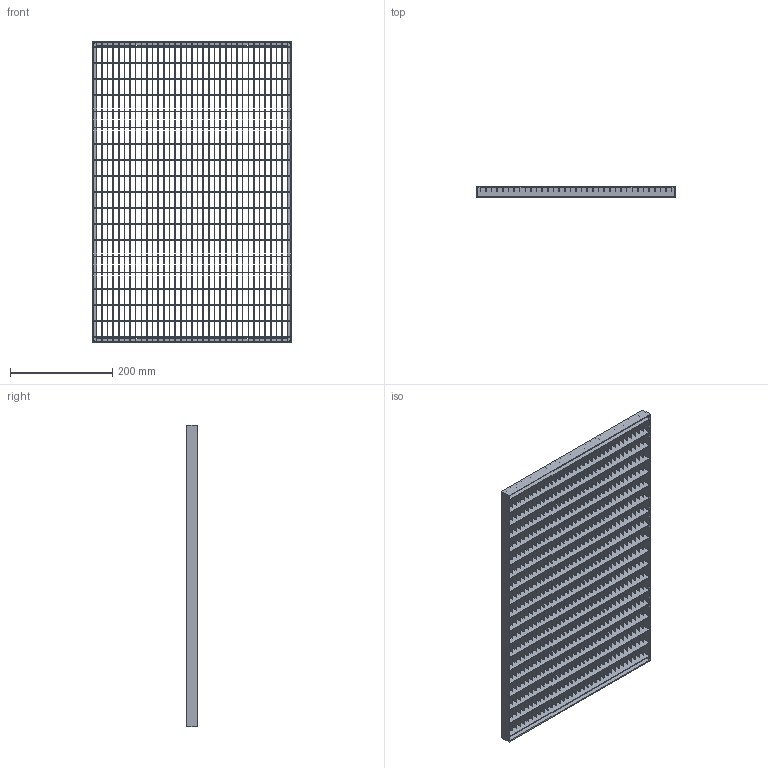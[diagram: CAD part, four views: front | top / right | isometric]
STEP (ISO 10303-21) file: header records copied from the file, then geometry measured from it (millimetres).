
FILE_DESCRIPTION (( 'STEP AP203' ), '1' );
FILE_NAME ('23-39593120-7.step', '2015-08-26T22:54:17', ( '' ), ( '' ), 'SwSTEP 2.0', 'SolidWorks 2015', '' );
FILE_SCHEMA (( 'CONFIG_CONTROL_DESIGN' ));
Length unit declared in the file: millimetre
Products named in the file (1): 23-39593120-7
Bounding box: 390 x 20 x 590 mm (x, y, z)
Volume: 513650 mm3; surface area: 828838 mm2
Topology: 1 solids, 1 shells, 2368 faces, 9072 edges, 6044 vertices
Faces by surface type: plane 2368
Entity records: 96021 total; most frequent: ORIENTED_EDGE 18144, CARTESIAN_POINT 17497, DIRECTION 13806, EDGE_CURVE 9072, VECTOR 9068, LINE 9068, VERTEX_POINT 6044, EDGE_LOOP 3066
